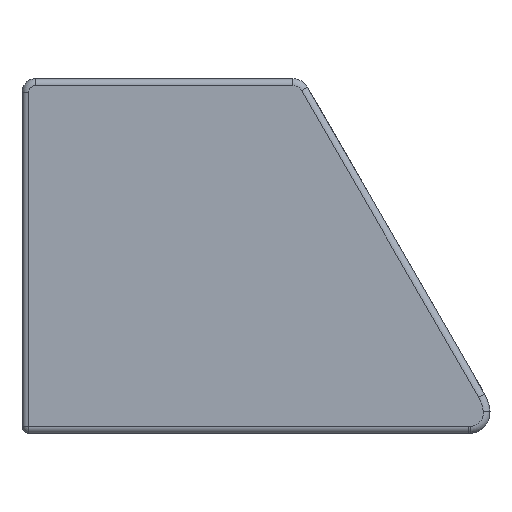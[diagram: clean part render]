
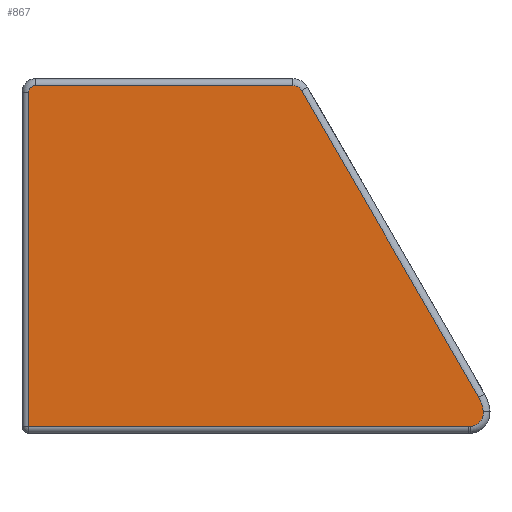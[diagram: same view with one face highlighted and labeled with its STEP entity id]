
A CAD part, front view. The second image highlights one B-rep face of the part: STEP entity #867.
In plain terms, the highlighted planar face has unit normal (0, -1, 0).
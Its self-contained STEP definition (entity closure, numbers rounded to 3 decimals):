
#867=ADVANCED_FACE('',(#1994),#1996,.T.);
#1994=FACE_BOUND('',#1995,.T.);
#1995=EDGE_LOOP('',(#2872,#2873,#2874,#2875,#2876,#2877,#2878,#2879,#2880));
#1996=PLANE('',#1997);
#1997=AXIS2_PLACEMENT_3D('',#1998,#1999,#2000);
#1998=CARTESIAN_POINT('',(-35.,-60.,0.));
#1999=DIRECTION('',(0.,-1.,0.));
#2000=DIRECTION('',(1.,0.,0.));
#2872=ORIENTED_EDGE('',*,*,#3427,.F.);
#2873=ORIENTED_EDGE('',*,*,#3428,.T.);
#2874=ORIENTED_EDGE('',*,*,#3429,.F.);
#2875=ORIENTED_EDGE('',*,*,#3430,.F.);
#2876=ORIENTED_EDGE('',*,*,#3431,.F.);
#2877=ORIENTED_EDGE('',*,*,#3302,.T.);
#2878=ORIENTED_EDGE('',*,*,#3426,.F.);
#2879=ORIENTED_EDGE('',*,*,#3415,.F.);
#2880=ORIENTED_EDGE('',*,*,#3432,.F.);
#3302=EDGE_CURVE('',#3807,#3808,#3809,.F.);
#3415=EDGE_CURVE('',#3984,#3985,#3986,.T.);
#3426=EDGE_CURVE('',#3985,#3808,#4002,.F.);
#3427=EDGE_CURVE('',#4003,#4004,#4005,.T.);
#3428=EDGE_CURVE('',#4003,#4006,#4007,.T.);
#3429=EDGE_CURVE('',#4008,#4006,#4009,.F.);
#3430=EDGE_CURVE('',#4010,#4008,#4011,.F.);
#3431=EDGE_CURVE('',#3807,#4010,#4012,.F.);
#3432=EDGE_CURVE('',#4004,#3984,#4013,.F.);
#3807=VERTEX_POINT('',#4793);
#3808=VERTEX_POINT('',#4794);
#3809=LINE('',#4795,#4796);
#3984=VERTEX_POINT('',#5219);
#3985=VERTEX_POINT('',#5220);
#3986=LINE('',#5221,#5222);
#4002=CIRCLE('',#5267,1.5);
#4003=VERTEX_POINT('',#5271);
#4004=VERTEX_POINT('',#5272);
#4005=LINE('',#5273,#5274);
#4006=VERTEX_POINT('',#5276);
#4007=LINE('',#5277,#5278);
#4008=VERTEX_POINT('',#5280);
#4009=CIRCLE('',#5281,5.);
#4010=VERTEX_POINT('',#5285);
#4011=CIRCLE('',#5286,2.);
#4012=CIRCLE('',#5290,5.);
#4013=CIRCLE('',#5294,1.);
#4793=CARTESIAN_POINT('',(31.962,-60.,5.262));
#4794=CARTESIAN_POINT('',(5.988,-60.,50.25));
#4795=CARTESIAN_POINT('',(5.988,-60.,50.25));
#4796=VECTOR('',#4797,1.);
#4797=DIRECTION('',(0.5,0.,-0.866));
#5219=CARTESIAN_POINT('',(-33.,-60.,51.));
#5220=CARTESIAN_POINT('',(4.689,-60.,51.));
#5221=CARTESIAN_POINT('',(-33.,-60.,51.));
#5222=VECTOR('',#5223,1.);
#5223=DIRECTION('',(1.,0.,0.));
#5267=AXIS2_PLACEMENT_3D('',#5268,#5269,#5270);
#5268=CARTESIAN_POINT('',(4.689,-60.,49.5));
#5269=DIRECTION('',(0.,-1.,0.));
#5270=DIRECTION('',(0.866,0.,0.5));
#5271=CARTESIAN_POINT('',(-34.,-60.,1.));
#5272=CARTESIAN_POINT('',(-34.,-60.,50.));
#5273=CARTESIAN_POINT('',(-34.,-60.,1.));
#5274=VECTOR('',#5275,1.);
#5275=DIRECTION('',(0.,0.,1.));
#5276=CARTESIAN_POINT('',(30.528,-60.,1.));
#5277=CARTESIAN_POINT('',(-34.,-60.,1.));
#5278=VECTOR('',#5279,1.);
#5279=DIRECTION('',(1.,0.,0.));
#5280=CARTESIAN_POINT('',(30.685,-60.,1.002));
#5281=AXIS2_PLACEMENT_3D('',#5282,#5283,#5284);
#5282=CARTESIAN_POINT('',(30.528,-60.,6.));
#5283=DIRECTION('',(0.,-1.,0.));
#5284=DIRECTION('',(0.,0.,-1.));
#5285=CARTESIAN_POINT('',(32.616,-60.,3.161));
#5286=AXIS2_PLACEMENT_3D('',#5287,#5288,#5289);
#5287=CARTESIAN_POINT('',(30.622,-60.,3.001));
#5288=DIRECTION('',(0.,-1.,0.));
#5289=DIRECTION('',(0.031,0.,-1.));
#5290=AXIS2_PLACEMENT_3D('',#5291,#5292,#5293);
#5291=CARTESIAN_POINT('',(27.632,-60.,2.762));
#5292=DIRECTION('',(0.,-1.,0.));
#5293=DIRECTION('',(0.997,0.,0.08));
#5294=AXIS2_PLACEMENT_3D('',#5295,#5296,#5297);
#5295=CARTESIAN_POINT('',(-33.,-60.,50.));
#5296=DIRECTION('',(0.,-1.,0.));
#5297=DIRECTION('',(0.,0.,1.));
